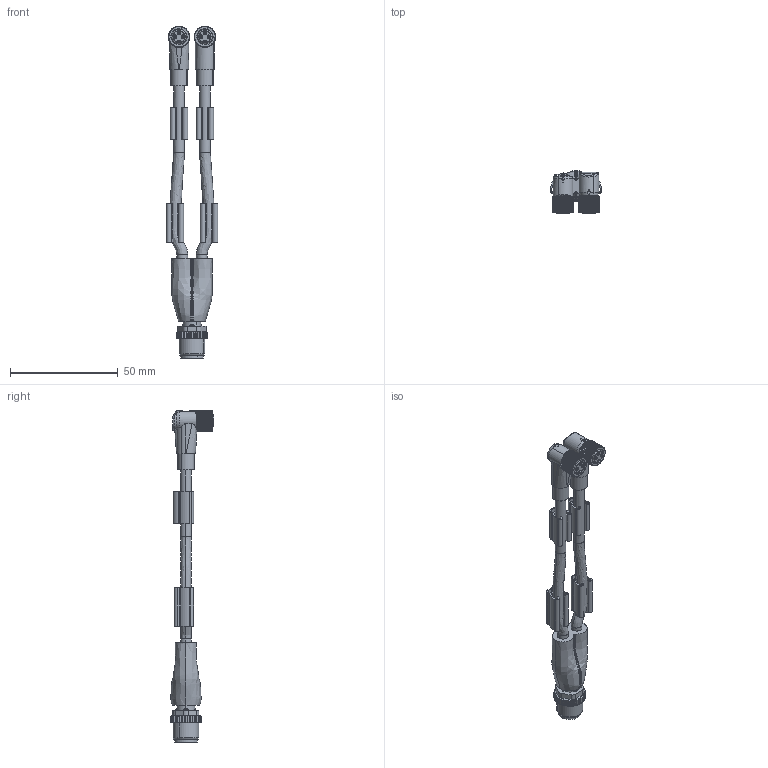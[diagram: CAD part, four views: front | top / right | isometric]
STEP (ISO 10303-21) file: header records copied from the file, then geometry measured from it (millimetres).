
FILE_DESCRIPTION(('CATIA V5 STEP Exchange','CAx-IF Rec.Pracs.--- Model Styling and Organization---1.5--- 2016-08-15','CAx-IF Rec.Pracs.---Supplemental Geometry---1.0---2011-11-01','CAx-IF Rec.Pracs.--- Composite Materials ---1.1---2010-07-15'),'2;1');
FILE_NAME ('441164-2_0', '2025-03-03T13:58:32+00:00', ('none'), ('Weidmueller'), 'CATIA Version 5-6 Release 2022 SP4 HF5', 'CATIA V5 STEP AP214 v3', 'none');
FILE_SCHEMA(('AUTOMOTIVE_DESIGN { 1 0 10303 214 1 1 1 1 }'));
Length unit declared in the file: millimetre
Products named in the file (1): 9457410000
Bounding box: 23.8 x 20.2 x 153.75 mm (x, y, z)
Volume: 14959 mm3; surface area: 13318.2 mm2
Topology: 1 solids, 6 shells, 1078 faces, 3009 edges, 1961 vertices
Faces by surface type: plane 579, cylinder 261, cone 114, torus 62, bspline 42, sphere 14, revolution 6
Entity records: 41309 total; most frequent: CARTESIAN_POINT 16711, ORIENTED_EDGE 5990, DIRECTION 3389, EDGE_CURVE 2995, VERTEX_POINT 1961, AXIS2_PLACEMENT_3D 1495, B_SPLINE_CURVE_WITH_KNOTS 1202, EDGE_LOOP 1148
